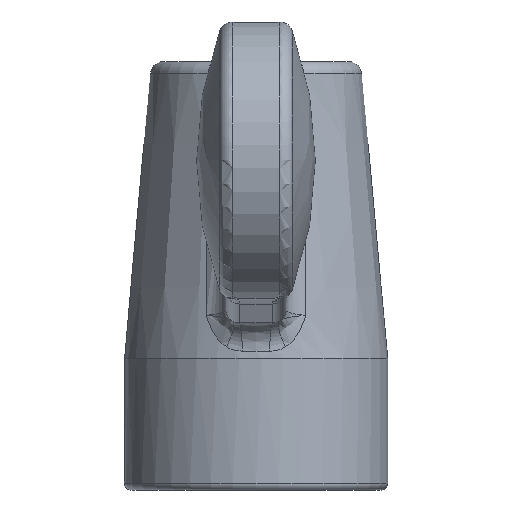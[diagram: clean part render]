
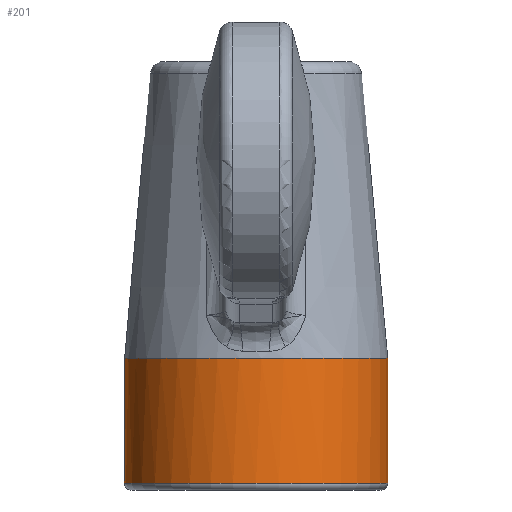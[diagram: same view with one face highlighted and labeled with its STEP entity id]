
A CAD part, front view. The second image highlights one B-rep face of the part: STEP entity #201.
In plain terms, the highlighted cylindrical face has radius 10 mm (diameter 20 mm), a full revolution.
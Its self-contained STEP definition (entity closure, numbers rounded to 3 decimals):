
#201 = ADVANCED_FACE( '', ( #453, #454 ), #455, .T. );
#453 = FACE_OUTER_BOUND( '', #2282, .T. );
#454 = FACE_OUTER_BOUND( '', #2283, .T. );
#455 = CYLINDRICAL_SURFACE( '', #2284, 10. );
#2282 = EDGE_LOOP( '', ( #4947 ) );
#2283 = EDGE_LOOP( '', ( #4948 ) );
#2284 = AXIS2_PLACEMENT_3D( '', #4949, #4950, #4951 );
#4947 = ORIENTED_EDGE( '', *, *, #5495, .T. );
#4948 = ORIENTED_EDGE( '', *, *, #5496, .F. );
#4949 = CARTESIAN_POINT( '', ( 0., 0., 32. ) );
#4950 = DIRECTION( '', ( 0., 0., -1. ) );
#4951 = DIRECTION( '', ( 1., 0., 0. ) );
#5495 = EDGE_CURVE( '', #5902, #5902, #5903, .T. );
#5496 = EDGE_CURVE( '', #5904, #5904, #5905, .T. );
#5902 = VERTEX_POINT( '', #7634 );
#5903 = CIRCLE( '', #7635, 10. );
#5904 = VERTEX_POINT( '', #7636 );
#5905 = CIRCLE( '', #7637, 10. );
#7634 = CARTESIAN_POINT( '', ( 10., 0., 0.5 ) );
#7635 = AXIS2_PLACEMENT_3D( '', #8585, #8586, #8587 );
#7636 = CARTESIAN_POINT( '', ( 10., 0., 10. ) );
#7637 = AXIS2_PLACEMENT_3D( '', #8588, #8589, #8590 );
#8585 = CARTESIAN_POINT( '', ( 0., 0., 0.5 ) );
#8586 = DIRECTION( '', ( 0., 0., 1. ) );
#8587 = DIRECTION( '', ( 1., 0., 0. ) );
#8588 = CARTESIAN_POINT( '', ( 0., 0., 10. ) );
#8589 = DIRECTION( '', ( 0., 0., 1. ) );
#8590 = DIRECTION( '', ( 1., 0., 0. ) );
